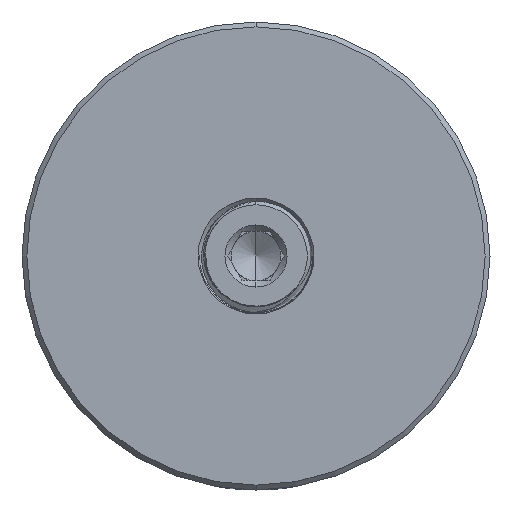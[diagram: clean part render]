
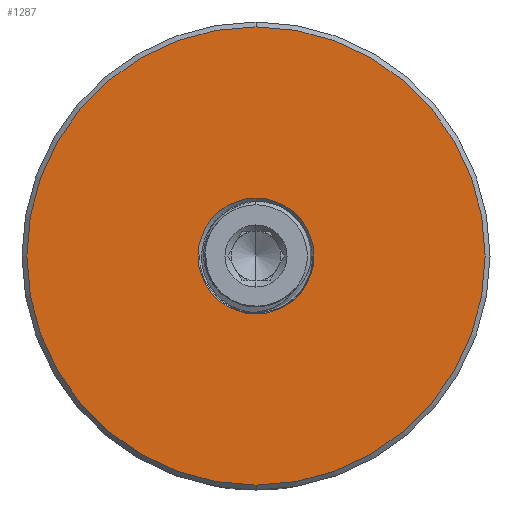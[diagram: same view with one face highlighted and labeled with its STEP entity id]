
A CAD part, left-side view. The second image highlights one B-rep face of the part: STEP entity #1287.
In plain terms, the highlighted planar face has unit normal (-1, 0, 0).
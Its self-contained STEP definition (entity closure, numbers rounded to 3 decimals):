
#493 = EDGE_CURVE ( 'NONE', #20383, #20386, #3192, .T. ) ;
#506 = EDGE_CURVE ( 'NONE', #20792, #20535, #3211, .T. ) ;
#1287 = ADVANCED_FACE ( 'NONE', ( #35816, #35773 ), #13268, .F. ) ;
#3192 = CIRCLE ( 'NONE', #42233, 4.75 ) ;
#3211 = CIRCLE ( 'NONE', #42240, 18.8 ) ;
#7150 = AXIS2_PLACEMENT_3D ( 'NONE', #13265, #13270, #13271 ) ;
#9585 = AXIS2_PLACEMENT_3D ( 'NONE', #10401, #10402, #10403 ) ;
#9588 = AXIS2_PLACEMENT_3D ( 'NONE', #10412, #10413, #10414 ) ;
#10401 = CARTESIAN_POINT ( 'NONE',  ( -29.24, 0., 0. ) ) ;
#10402 = DIRECTION ( 'NONE',  ( -1., 0., 0. ) ) ;
#10403 = DIRECTION ( 'NONE',  ( 0., 0., 1. ) ) ;
#10412 = CARTESIAN_POINT ( 'NONE',  ( -29.24, 0., 0. ) ) ;
#10413 = DIRECTION ( 'NONE',  ( 1., 0., 0. ) ) ;
#10414 = DIRECTION ( 'NONE',  ( 0., 0., 1. ) ) ;
#13265 = CARTESIAN_POINT ( 'NONE',  ( -29.24, 0., 0. ) ) ;
#13268 = PLANE ( 'NONE',  #7150 ) ;
#13270 = DIRECTION ( 'NONE',  ( 1., 0., 0. ) ) ;
#13271 = DIRECTION ( 'NONE',  ( 0., 0., 1. ) ) ;
#14971 = CARTESIAN_POINT ( 'NONE',  ( -29.24, 0., -4.75 ) ) ;
#14972 = CARTESIAN_POINT ( 'NONE',  ( -29.24, 0., 4.75 ) ) ;
#15041 = CARTESIAN_POINT ( 'NONE',  ( -29.24, 0., 18.8 ) ) ;
#15165 = CARTESIAN_POINT ( 'NONE',  ( -29.24, 0., -18.8 ) ) ;
#17414 = CIRCLE ( 'NONE', #9585, 18.8 ) ;
#17417 = CIRCLE ( 'NONE', #9588, 4.75 ) ;
#20383 = VERTEX_POINT ( 'NONE', #14971 ) ;
#20386 = VERTEX_POINT ( 'NONE', #14972 ) ;
#20535 = VERTEX_POINT ( 'NONE', #15041 ) ;
#20792 = VERTEX_POINT ( 'NONE', #15165 ) ;
#32328 = ORIENTED_EDGE ( 'NONE', *, *, #506, .T. ) ;
#32331 = ORIENTED_EDGE ( 'NONE', *, *, #42112, .T. ) ;
#32334 = ORIENTED_EDGE ( 'NONE', *, *, #42115, .T. ) ;
#32338 = ORIENTED_EDGE ( 'NONE', *, *, #493, .T. ) ;
#35773 = FACE_OUTER_BOUND ( 'NONE', #40625, .T. ) ;
#35816 = FACE_BOUND ( 'NONE', #40624, .T. ) ;
#35980 = CARTESIAN_POINT ( 'NONE',  ( -29.24, 0., 0. ) ) ;
#35982 = DIRECTION ( 'NONE',  ( 1., 0., 0. ) ) ;
#35985 = DIRECTION ( 'NONE',  ( 0., 0., 1. ) ) ;
#36172 = CARTESIAN_POINT ( 'NONE',  ( -29.24, 0., 0. ) ) ;
#36174 = DIRECTION ( 'NONE',  ( -1., 0., 0. ) ) ;
#36177 = DIRECTION ( 'NONE',  ( 0., 0., 1. ) ) ;
#40624 = EDGE_LOOP ( 'NONE', ( #32338, #32334 ) ) ;
#40625 = EDGE_LOOP ( 'NONE', ( #32331, #32328 ) ) ;
#42112 = EDGE_CURVE ( 'NONE', #20535, #20792, #17414, .T. ) ;
#42115 = EDGE_CURVE ( 'NONE', #20386, #20383, #17417, .T. ) ;
#42233 = AXIS2_PLACEMENT_3D ( 'NONE', #35980, #35982, #35985 ) ;
#42240 = AXIS2_PLACEMENT_3D ( 'NONE', #36172, #36174, #36177 ) ;
